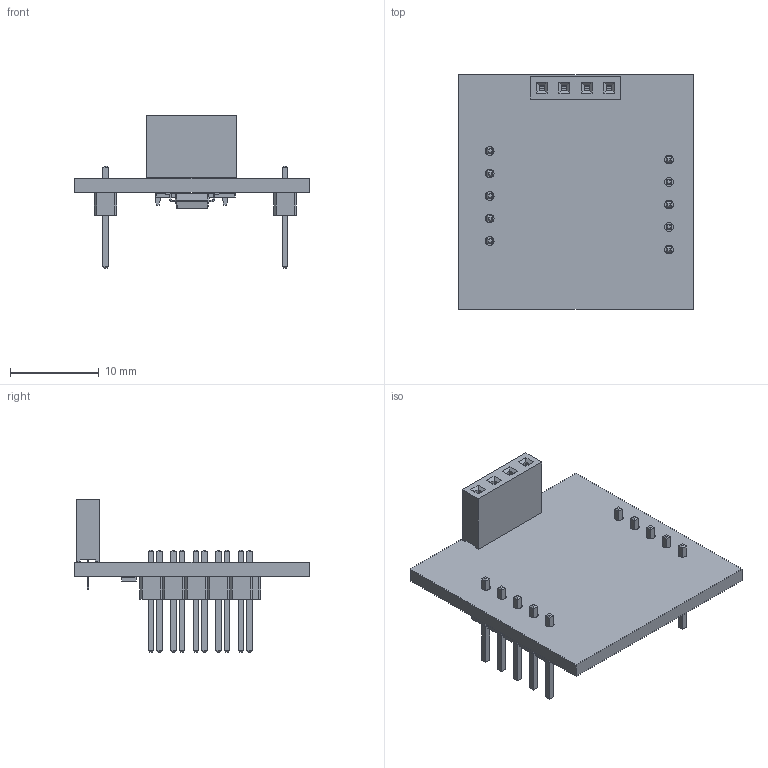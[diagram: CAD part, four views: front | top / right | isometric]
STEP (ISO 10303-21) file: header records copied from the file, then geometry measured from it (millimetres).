
FILE_DESCRIPTION(('KiCad electronic assembly'),'2;1');
FILE_NAME('puzzle-piece-pcb.step','2024-10-08T15:47:16',('Pcbnew'),( 'Kicad'),'Open CASCADE STEP processor 7.7','KiCad to STEP converter' ,'Unknown');
FILE_SCHEMA(('AUTOMOTIVE_DESIGN { 1 0 10303 214 1 1 1 1 }'));
Length unit declared in the file: millimetre
Products named in the file (10): puzzle-piece-pcb 1; PinSocket_1x04_P2.54mm_Vertical; PinSocket_1x04_P254mm_Vertical; SOIC-14_3.9x8.7mm_P1.27mm; SOIC_14_39x87mm_P127mm; R_1206_3216Metric; PinHeader_1x05_P2.54mm_Vertical; PinHeader_1x05_P254mm_Vertical; puzzle-piece-pcb_PCB
Assembly tree (11 placements, depth 3):
  puzzle-piece-pcb 1
    PinSocket_1x04_P2.54mm_Vertical
      PinSocket_1x04_P254mm_Vertical
    SOIC-14_3.9x8.7mm_P1.27mm
      SOIC_14_39x87mm_P127mm
    R_1206_3216Metric  x2
      R_1206_3216Metric
    PinHeader_1x05_P2.54mm_Vertical  x2
      PinHeader_1x05_P254mm_Vertical
    puzzle-piece-pcb_PCB
Bounding box: 26.5 x 26.5 x 17.24 mm (x, y, z)
Volume: 1532.5 mm3; surface area: 2612 mm2
Topology: 7 solids, 7 shells, 700 faces, 1775 edges, 1122 vertices
Faces by surface type: plane 575, cylinder 87, bspline 38
Full cylindrical faces by diameter (mm): 0.6 x1, 1 x14
Entity records: 20228 total; most frequent: CARTESIAN_POINT 3013, ORIENTED_EDGE 2822, DIRECTION 2585, EDGE_CURVE 1411, LINE 1221, VECTOR 1221, VERTEX_POINT 894, AXIS2_PLACEMENT_3D 682
